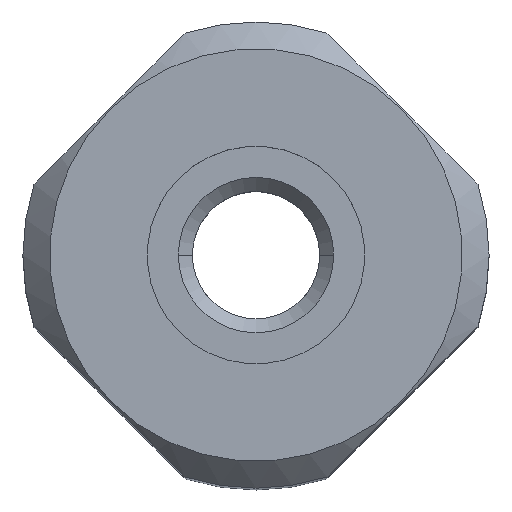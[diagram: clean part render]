
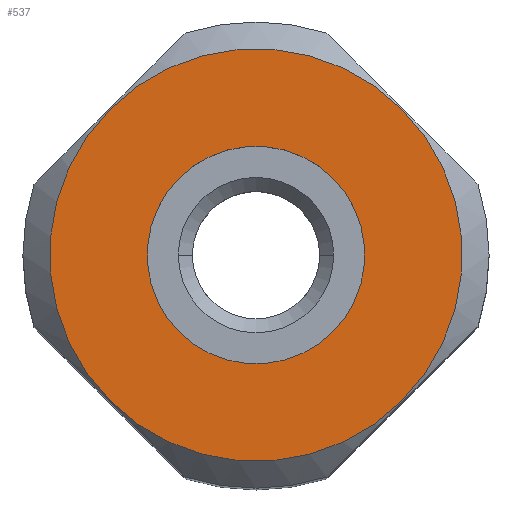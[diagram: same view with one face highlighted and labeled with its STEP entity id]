
A CAD part, top view. The second image highlights one B-rep face of the part: STEP entity #537.
In plain terms, the highlighted planar face has unit normal (0, 0, 1).
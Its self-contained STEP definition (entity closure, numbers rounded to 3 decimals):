
#389=VERTEX_POINT('',#906);
#413=EDGE_CURVE('',#681,#757,#931,.T.);
#527=EDGE_CURVE('',#549,#389,#1063,.T.);
#537=ADVANCED_FACE('',(#1074,#1075),#1076,.T.);
#549=VERTEX_POINT('',#1088);
#647=EDGE_CURVE('',#757,#681,#1194,.T.);
#681=VERTEX_POINT('',#1229);
#691=EDGE_CURVE('',#389,#549,#1241,.T.);
#757=VERTEX_POINT('',#1314);
#906=CARTESIAN_POINT('',(-2.97,-2.97,0.));
#931=CIRCLE('',#1575,7.965);
#1063=CIRCLE('',#1764,4.2);
#1074=FACE_BOUND('',#1778,.T.);
#1075=FACE_OUTER_BOUND('',#1779,.T.);
#1076=PLANE('',#1780);
#1088=CARTESIAN_POINT('',(2.97,2.97,0.0));
#1194=CIRCLE('',#1974,7.965);
#1229=CARTESIAN_POINT('',(5.632,5.632,0.0));
#1241=CIRCLE('',#2051,4.2);
#1314=CARTESIAN_POINT('',(-5.632,-5.632,0.));
#1575=AXIS2_PLACEMENT_3D('',#2327,#2328,#2329);
#1764=AXIS2_PLACEMENT_3D('',#2511,#2512,#2513);
#1778=EDGE_LOOP('',(#2529,#2530));
#1779=EDGE_LOOP('',(#2531,#2532));
#1780=AXIS2_PLACEMENT_3D('',#2533,#2534,#2535);
#1974=AXIS2_PLACEMENT_3D('',#2669,#2670,#2671);
#2051=AXIS2_PLACEMENT_3D('',#2727,#2728,#2729);
#2327=CARTESIAN_POINT('',(0.0,0.0,0.0));
#2328=DIRECTION('',(0.,0.,1.0));
#2329=DIRECTION('',(0.707,0.707,0.0));
#2511=CARTESIAN_POINT('',(0.0,0.0,0.0));
#2512=DIRECTION('',(0.,0.,1.0));
#2513=DIRECTION('',(0.707,0.707,0.0));
#2529=ORIENTED_EDGE('',*,*,#527,.F.);
#2530=ORIENTED_EDGE('',*,*,#691,.F.);
#2531=ORIENTED_EDGE('',*,*,#413,.T.);
#2532=ORIENTED_EDGE('',*,*,#647,.T.);
#2533=CARTESIAN_POINT('',(4.301,4.301,0.0));
#2534=DIRECTION('',(0.,0.,1.0));
#2535=DIRECTION('',(0.707,0.707,0.0));
#2669=CARTESIAN_POINT('',(0.0,0.0,0.0));
#2670=DIRECTION('',(0.,0.,1.0));
#2671=DIRECTION('',(0.707,0.707,0.0));
#2727=CARTESIAN_POINT('',(0.0,0.0,0.0));
#2728=DIRECTION('',(0.,0.,1.0));
#2729=DIRECTION('',(0.707,0.707,0.0));
